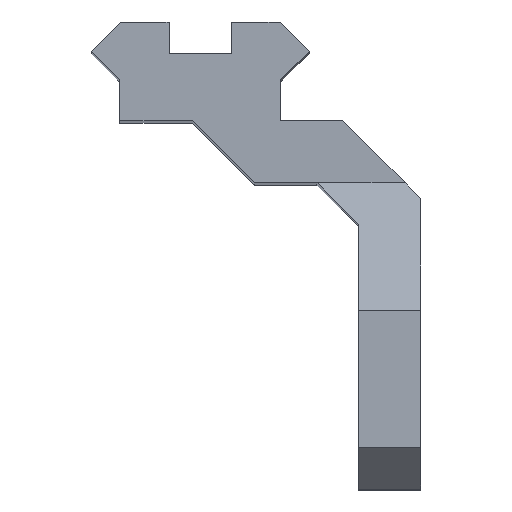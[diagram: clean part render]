
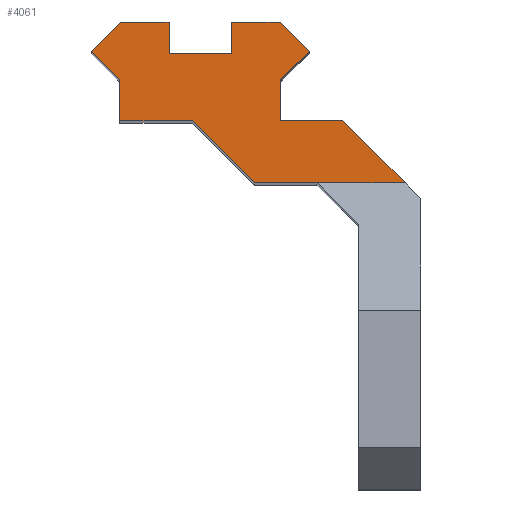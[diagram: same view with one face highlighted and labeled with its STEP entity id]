
A CAD part, top view. The second image highlights one B-rep face of the part: STEP entity #4061.
In plain terms, the highlighted planar face has unit normal (0, 0, 1).
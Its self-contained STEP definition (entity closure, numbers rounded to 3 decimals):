
#6 = DIRECTION ( 'NONE',  ( 1., 0., 0. ) ) ;
#19 = VERTEX_POINT ( 'NONE', #2079 ) ;
#21 = CARTESIAN_POINT ( 'NONE',  ( -303.013, 252.287, -13.23 ) ) ;
#45 = CARTESIAN_POINT ( 'NONE',  ( -289.513, 290.204, -13.23 ) ) ;
#49 = EDGE_CURVE ( 'NONE', #2544, #3250, #2114, .T. ) ;
#91 = PLANE ( 'NONE',  #3505 ) ;
#98 = DIRECTION ( 'NONE',  ( 0.707, 0.707, 0. ) ) ;
#129 = EDGE_CURVE ( 'NONE', #2936, #4225, #2646, .T. ) ;
#181 = VERTEX_POINT ( 'NONE', #4647 ) ;
#326 = CARTESIAN_POINT ( 'NONE',  ( -300.263, 245.581, -13.23 ) ) ;
#344 = CARTESIAN_POINT ( 'NONE',  ( -300.219, 255.081, -13.23 ) ) ;
#372 = LINE ( 'NONE', #1290, #5226 ) ;
#461 = DIRECTION ( 'NONE',  ( 0., 1., 0. ) ) ;
#490 = CARTESIAN_POINT ( 'NONE',  ( -301.567, 253.9, -13.23 ) ) ;
#582 = ORIENTED_EDGE ( 'NONE', *, *, #2674, .T. ) ;
#587 = FACE_OUTER_BOUND ( 'NONE', #2103, .T. ) ;
#646 = VECTOR ( 'NONE', #1679, 1000. ) ;
#707 = CARTESIAN_POINT ( 'NONE',  ( -300.219, 255.081, -13.23 ) ) ;
#708 = LINE ( 'NONE', #2218, #2778 ) ;
#713 = EDGE_CURVE ( 'NONE', #755, #2700, #885, .T. ) ;
#753 = EDGE_CURVE ( 'NONE', #181, #2936, #372, .T. ) ;
#755 = VERTEX_POINT ( 'NONE', #2126 ) ;
#761 = DIRECTION ( 'NONE',  ( 0., -1., 0. ) ) ;
#791 = VECTOR ( 'NONE', #2154, 1000. ) ;
#807 = VERTEX_POINT ( 'NONE', #3291 ) ;
#856 = CARTESIAN_POINT ( 'NONE',  ( -289.513, 252.081, -13.23 ) ) ;
#882 = DIRECTION ( 'NONE',  ( 0., 0., -1. ) ) ;
#885 = LINE ( 'NONE', #4160, #1723 ) ;
#982 = VECTOR ( 'NONE', #6, 1000. ) ;
#1029 = EDGE_CURVE ( 'NONE', #1549, #4278, #1844, .T. ) ;
#1107 = CARTESIAN_POINT ( 'NONE',  ( -272.782, 239.585, -13.23 ) ) ;
#1113 = LINE ( 'NONE', #4589, #791 ) ;
#1141 = CARTESIAN_POINT ( 'NONE',  ( -287.252, 239.585, -13.23 ) ) ;
#1164 = DIRECTION ( 'NONE',  ( 0., -1., 0. ) ) ;
#1243 = EDGE_CURVE ( 'NONE', #4604, #2486, #4656, .T. ) ;
#1265 = CARTESIAN_POINT ( 'NONE',  ( -278.777, 245.581, -13.23 ) ) ;
#1269 = DIRECTION ( 'NONE',  ( 1., 0., 0. ) ) ;
#1290 = CARTESIAN_POINT ( 'NONE',  ( -282.013, 252.287, -13.23 ) ) ;
#1299 = DIRECTION ( 'NONE',  ( -0.707, 0.707, 0. ) ) ;
#1432 = VECTOR ( 'NONE', #1478, 1000. ) ;
#1471 = VECTOR ( 'NONE', #1691, 1000. ) ;
#1478 = DIRECTION ( 'NONE',  ( -1., 0., 0. ) ) ;
#1549 = VERTEX_POINT ( 'NONE', #4738 ) ;
#1550 = EDGE_CURVE ( 'NONE', #2544, #2486, #5270, .T. ) ;
#1551 = CARTESIAN_POINT ( 'NONE',  ( -300.263, 249.537, -13.23 ) ) ;
#1574 = ORIENTED_EDGE ( 'NONE', *, *, #2850, .T. ) ;
#1679 = DIRECTION ( 'NONE',  ( 0.707, -0.707, 0. ) ) ;
#1691 = DIRECTION ( 'NONE',  ( -0.707, 0.707, 0. ) ) ;
#1723 = VECTOR ( 'NONE', #1269, 1000. ) ;
#1742 = DIRECTION ( 'NONE',  ( 0.707, -0.707, 0. ) ) ;
#1844 = LINE ( 'NONE', #707, #5153 ) ;
#1911 = CARTESIAN_POINT ( 'NONE',  ( -284.763, 245.581, -13.23 ) ) ;
#2079 = CARTESIAN_POINT ( 'NONE',  ( -300.263, 245.581, -13.23 ) ) ;
#2103 = EDGE_LOOP ( 'NONE', ( #582, #4152, #4282, #4640, #3232, #4298, #3253, #2926, #1574, #2196, #3150, #4894, #3574, #2364, #4395, #4238 ) ) ;
#2114 = LINE ( 'NONE', #2120, #3081 ) ;
#2120 = CARTESIAN_POINT ( 'NONE',  ( -278.777, 245.581, -13.23 ) ) ;
#2126 = CARTESIAN_POINT ( 'NONE',  ( -295.513, 252.081, -13.23 ) ) ;
#2154 = DIRECTION ( 'NONE',  ( -1., 0., 0. ) ) ;
#2196 = ORIENTED_EDGE ( 'NONE', *, *, #4645, .F. ) ;
#2217 = EDGE_CURVE ( 'NONE', #2956, #181, #5067, .T. ) ;
#2218 = CARTESIAN_POINT ( 'NONE',  ( -303.013, 252.287, -13.23 ) ) ;
#2288 = EDGE_CURVE ( 'NONE', #1549, #755, #3040, .T. ) ;
#2364 = ORIENTED_EDGE ( 'NONE', *, *, #4204, .T. ) ;
#2486 = VERTEX_POINT ( 'NONE', #1141 ) ;
#2529 = CARTESIAN_POINT ( 'NONE',  ( -293.248, 245.581, -13.23 ) ) ;
#2530 = LINE ( 'NONE', #3916, #1432 ) ;
#2544 = VERTEX_POINT ( 'NONE', #1107 ) ;
#2551 = CARTESIAN_POINT ( 'NONE',  ( -282.013, 252.287, -13.23 ) ) ;
#2646 = LINE ( 'NONE', #2551, #1471 ) ;
#2659 = DIRECTION ( 'NONE',  ( -0.707, -0.707, 0. ) ) ;
#2674 = EDGE_CURVE ( 'NONE', #19, #4604, #3723, .T. ) ;
#2700 = VERTEX_POINT ( 'NONE', #856 ) ;
#2778 = VECTOR ( 'NONE', #2659, 1000. ) ;
#2850 = EDGE_CURVE ( 'NONE', #4225, #807, #1113, .T. ) ;
#2926 = ORIENTED_EDGE ( 'NONE', *, *, #129, .T. ) ;
#2936 = VERTEX_POINT ( 'NONE', #5135 ) ;
#2956 = VERTEX_POINT ( 'NONE', #1911 ) ;
#3040 = LINE ( 'NONE', #3249, #3979 ) ;
#3081 = VECTOR ( 'NONE', #1299, 1000. ) ;
#3127 = EDGE_CURVE ( 'NONE', #3891, #19, #5186, .T. ) ;
#3146 = DIRECTION ( 'NONE',  ( -1., 0., 0. ) ) ;
#3150 = ORIENTED_EDGE ( 'NONE', *, *, #713, .F. ) ;
#3196 = VECTOR ( 'NONE', #1742, 1000. ) ;
#3232 = ORIENTED_EDGE ( 'NONE', *, *, #3697, .T. ) ;
#3249 = CARTESIAN_POINT ( 'NONE',  ( -295.513, 290.204, -13.23 ) ) ;
#3250 = VERTEX_POINT ( 'NONE', #1265 ) ;
#3253 = ORIENTED_EDGE ( 'NONE', *, *, #753, .T. ) ;
#3276 = EDGE_CURVE ( 'NONE', #5145, #3891, #4171, .T. ) ;
#3291 = CARTESIAN_POINT ( 'NONE',  ( -289.513, 255.081, -13.23 ) ) ;
#3364 = CARTESIAN_POINT ( 'NONE',  ( -303.013, 252.287, -13.23 ) ) ;
#3368 = VECTOR ( 'NONE', #3146, 1000. ) ;
#3505 = AXIS2_PLACEMENT_3D ( 'NONE', #4114, #882, #461 ) ;
#3529 = VECTOR ( 'NONE', #761, 1000. ) ;
#3544 = CARTESIAN_POINT ( 'NONE',  ( -265.263, 239.585, -13.23 ) ) ;
#3574 = ORIENTED_EDGE ( 'NONE', *, *, #1029, .T. ) ;
#3676 = VECTOR ( 'NONE', #4661, 1000. ) ;
#3697 = EDGE_CURVE ( 'NONE', #3250, #2956, #2530, .T. ) ;
#3723 = LINE ( 'NONE', #4517, #982 ) ;
#3733 = LINE ( 'NONE', #45, #3676 ) ;
#3858 = CARTESIAN_POINT ( 'NONE',  ( -284.807, 255.081, -13.23 ) ) ;
#3891 = VERTEX_POINT ( 'NONE', #1551 ) ;
#3916 = CARTESIAN_POINT ( 'NONE',  ( -300.263, 245.581, -13.23 ) ) ;
#3934 = DIRECTION ( 'NONE',  ( 0., 1., 0. ) ) ;
#3979 = VECTOR ( 'NONE', #1164, 1000. ) ;
#4061 = ADVANCED_FACE ( 'NONE', ( #587 ), #91, .F. ) ;
#4114 = CARTESIAN_POINT ( 'NONE',  ( -265.263, 290.204, -13.23 ) ) ;
#4152 = ORIENTED_EDGE ( 'NONE', *, *, #1243, .T. ) ;
#4160 = CARTESIAN_POINT ( 'NONE',  ( -265.263, 252.081, -13.23 ) ) ;
#4171 = LINE ( 'NONE', #21, #646 ) ;
#4204 = EDGE_CURVE ( 'NONE', #4278, #5145, #708, .T. ) ;
#4225 = VERTEX_POINT ( 'NONE', #3858 ) ;
#4238 = ORIENTED_EDGE ( 'NONE', *, *, #3127, .T. ) ;
#4239 = VECTOR ( 'NONE', #3934, 1000. ) ;
#4278 = VERTEX_POINT ( 'NONE', #344 ) ;
#4282 = ORIENTED_EDGE ( 'NONE', *, *, #1550, .F. ) ;
#4298 = ORIENTED_EDGE ( 'NONE', *, *, #2217, .T. ) ;
#4395 = ORIENTED_EDGE ( 'NONE', *, *, #3276, .T. ) ;
#4517 = CARTESIAN_POINT ( 'NONE',  ( -265.263, 245.581, -13.23 ) ) ;
#4589 = CARTESIAN_POINT ( 'NONE',  ( -300.219, 255.081, -13.23 ) ) ;
#4604 = VERTEX_POINT ( 'NONE', #2529 ) ;
#4640 = ORIENTED_EDGE ( 'NONE', *, *, #49, .T. ) ;
#4645 = EDGE_CURVE ( 'NONE', #2700, #807, #3733, .T. ) ;
#4647 = CARTESIAN_POINT ( 'NONE',  ( -284.763, 249.537, -13.23 ) ) ;
#4656 = LINE ( 'NONE', #490, #3196 ) ;
#4661 = DIRECTION ( 'NONE',  ( 0., 1., 0. ) ) ;
#4738 = CARTESIAN_POINT ( 'NONE',  ( -295.513, 255.081, -13.23 ) ) ;
#4781 = DIRECTION ( 'NONE',  ( -1., 0., 0. ) ) ;
#4802 = CARTESIAN_POINT ( 'NONE',  ( -284.763, 245.581, -13.23 ) ) ;
#4894 = ORIENTED_EDGE ( 'NONE', *, *, #2288, .F. ) ;
#5067 = LINE ( 'NONE', #4802, #4239 ) ;
#5135 = CARTESIAN_POINT ( 'NONE',  ( -282.013, 252.287, -13.23 ) ) ;
#5145 = VERTEX_POINT ( 'NONE', #3364 ) ;
#5153 = VECTOR ( 'NONE', #4781, 1000. ) ;
#5186 = LINE ( 'NONE', #326, #3529 ) ;
#5226 = VECTOR ( 'NONE', #98, 1000. ) ;
#5270 = LINE ( 'NONE', #3544, #3368 ) ;
